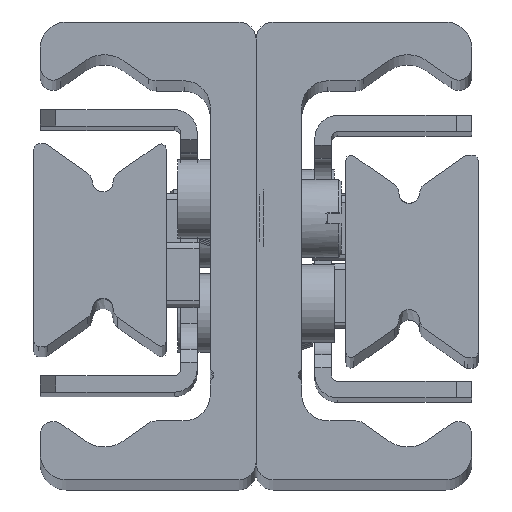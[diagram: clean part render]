
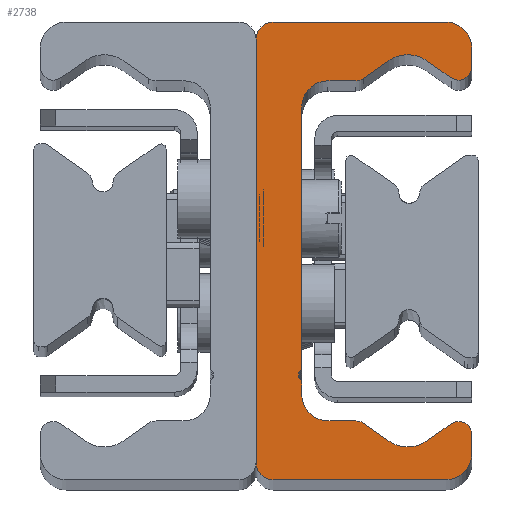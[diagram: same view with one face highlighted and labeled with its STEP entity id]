
A CAD part, top view. The second image highlights one B-rep face of the part: STEP entity #2738.
In plain terms, the highlighted planar face has unit normal (0, 0, 1).
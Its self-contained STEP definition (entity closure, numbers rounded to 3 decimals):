
#761=CARTESIAN_POINT('',(3.5,11.0,450.0));
#762=VERTEX_POINT('',#761);
#769=CARTESIAN_POINT('',(3.5,-9.067,450.0));
#770=VERTEX_POINT('',#769);
#771=CARTESIAN_POINT('',(3.5,11.0,450.0));
#772=DIRECTION('',(0.0,-1.0,0.0));
#773=VECTOR('',#772,20.067);
#774=LINE('',#771,#773);
#775=EDGE_CURVE('',#762,#770,#774,.T.);
#1097=CARTESIAN_POINT('',(3.5,-9.933,450.0));
#1098=VERTEX_POINT('',#1097);
#1099=CARTESIAN_POINT('',(3.75,-9.5,450.0));
#1100=DIRECTION('',(0.0,0.0,1.0));
#1101=DIRECTION('',(-0.5,0.866,0.0));
#1102=AXIS2_PLACEMENT_3D('',#1099,#1100,#1101);
#1103=CIRCLE('',#1102,0.5);
#1104=EDGE_CURVE('',#770,#1098,#1103,.T.);
#1906=CARTESIAN_POINT('',(0.0,16.2,450.0));
#1907=VERTEX_POINT('',#1906);
#1908=CARTESIAN_POINT('',(1.3,17.5,450.0));
#1909=VERTEX_POINT('',#1908);
#1910=CARTESIAN_POINT('',(1.3,16.2,450.0));
#1911=DIRECTION('',(0.0,0.0,-1.0));
#1912=DIRECTION('',(0.0,-1.0,0.0));
#1913=AXIS2_PLACEMENT_3D('',#1910,#1911,#1912);
#1914=CIRCLE('',#1913,1.3);
#1915=EDGE_CURVE('',#1907,#1909,#1914,.T.);
#1948=CARTESIAN_POINT('',(14.5,17.5,450.0));
#1949=VERTEX_POINT('',#1948);
#1950=CARTESIAN_POINT('',(1.3,17.5,450.0));
#1951=DIRECTION('',(1.0,0.0,0.0));
#1952=VECTOR('',#1951,13.2);
#1953=LINE('',#1950,#1952);
#1954=EDGE_CURVE('',#1909,#1949,#1953,.T.);
#1979=CARTESIAN_POINT('',(16.5,15.5,450.0));
#1980=VERTEX_POINT('',#1979);
#1981=CARTESIAN_POINT('',(14.5,15.5,450.0));
#1982=DIRECTION('',(0.0,0.0,-1.0));
#1983=DIRECTION('',(-1.0,0.0,0.0));
#1984=AXIS2_PLACEMENT_3D('',#1981,#1982,#1983);
#1985=CIRCLE('',#1984,2.);
#1986=EDGE_CURVE('',#1949,#1980,#1985,.T.);
#2012=CARTESIAN_POINT('',(16.5,14.042,450.0));
#2013=VERTEX_POINT('',#2012);
#2014=CARTESIAN_POINT('',(16.5,15.5,450.0));
#2015=DIRECTION('',(0.0,-1.0,0.0));
#2016=VECTOR('',#2015,1.458);
#2017=LINE('',#2014,#2016);
#2018=EDGE_CURVE('',#1980,#2013,#2017,.T.);
#2043=CARTESIAN_POINT('',(14.926,13.223,450.0));
#2044=VERTEX_POINT('',#2043);
#2045=CARTESIAN_POINT('',(15.5,14.042,450.0));
#2046=DIRECTION('',(0.0,0.0,-1.));
#2047=DIRECTION('',(0.574,0.819,0.0));
#2048=AXIS2_PLACEMENT_3D('',#2045,#2046,#2047);
#2049=CIRCLE('',#2048,1.);
#2050=EDGE_CURVE('',#2013,#2044,#2049,.T.);
#2076=CARTESIAN_POINT('',(13.034,14.548,450.0));
#2077=VERTEX_POINT('',#2076);
#2078=CARTESIAN_POINT('',(14.926,13.223,450.0));
#2079=DIRECTION('',(-0.819,0.574,0.0));
#2080=VECTOR('',#2079,2.31);
#2081=LINE('',#2078,#2080);
#2082=EDGE_CURVE('',#2044,#2077,#2081,.T.);
#2107=CARTESIAN_POINT('',(10.166,14.548,450.0));
#2108=VERTEX_POINT('',#2107);
#2109=CARTESIAN_POINT('',(11.6,12.5,450.0));
#2110=DIRECTION('',(0.0,0.0,1.0));
#2111=DIRECTION('',(0.574,0.819,0.0));
#2112=AXIS2_PLACEMENT_3D('',#2109,#2110,#2111);
#2113=CIRCLE('',#2112,2.5);
#2114=EDGE_CURVE('',#2077,#2108,#2113,.T.);
#2140=CARTESIAN_POINT('',(8.214,13.181,450.0));
#2141=VERTEX_POINT('',#2140);
#2142=CARTESIAN_POINT('',(10.166,14.548,450.0));
#2143=DIRECTION('',(-0.819,-0.574,0.0));
#2144=VECTOR('',#2143,2.383);
#2145=LINE('',#2142,#2144);
#2146=EDGE_CURVE('',#2108,#2141,#2145,.T.);
#2171=CARTESIAN_POINT('',(7.64,13.0,450.0));
#2172=VERTEX_POINT('',#2171);
#2173=CARTESIAN_POINT('',(7.64,14.,450.0));
#2174=DIRECTION('',(0.0,0.0,-1.0));
#2175=DIRECTION('',(0.0,1.0,0.0));
#2176=AXIS2_PLACEMENT_3D('',#2173,#2174,#2175);
#2177=CIRCLE('',#2176,1.);
#2178=EDGE_CURVE('',#2141,#2172,#2177,.T.);
#2204=CARTESIAN_POINT('',(5.5,13.0,450.0));
#2205=VERTEX_POINT('',#2204);
#2206=CARTESIAN_POINT('',(7.64,13.0,450.0));
#2207=DIRECTION('',(-1.0,0.0,0.0));
#2208=VECTOR('',#2207,2.14);
#2209=LINE('',#2206,#2208);
#2210=EDGE_CURVE('',#2172,#2205,#2209,.T.);
#2235=CARTESIAN_POINT('',(5.5,11.0,450.0));
#2236=DIRECTION('',(0.0,0.0,1.0));
#2237=DIRECTION('',(0.0,1.0,0.0));
#2238=AXIS2_PLACEMENT_3D('',#2235,#2236,#2237);
#2239=CIRCLE('',#2238,2.0);
#2240=EDGE_CURVE('',#2205,#762,#2239,.T.);
#2259=CARTESIAN_POINT('',(3.5,-11.0,450.0));
#2260=VERTEX_POINT('',#2259);
#2261=CARTESIAN_POINT('',(3.5,-9.933,450.0));
#2262=DIRECTION('',(0.0,-1.0,0.0));
#2263=VECTOR('',#2262,1.067);
#2264=LINE('',#2261,#2263);
#2265=EDGE_CURVE('',#1098,#2260,#2264,.T.);
#2290=CARTESIAN_POINT('',(5.5,-13.0,450.0));
#2291=VERTEX_POINT('',#2290);
#2292=CARTESIAN_POINT('',(5.5,-11.0,450.0));
#2293=DIRECTION('',(0.0,0.0,1.0));
#2294=DIRECTION('',(-1.0,0.0,0.0));
#2295=AXIS2_PLACEMENT_3D('',#2292,#2293,#2294);
#2296=CIRCLE('',#2295,2.0);
#2297=EDGE_CURVE('',#2260,#2291,#2296,.T.);
#2323=CARTESIAN_POINT('',(7.64,-13.0,450.0));
#2324=VERTEX_POINT('',#2323);
#2325=CARTESIAN_POINT('',(5.5,-13.0,450.0));
#2326=DIRECTION('',(1.0,0.0,0.0));
#2327=VECTOR('',#2326,2.14);
#2328=LINE('',#2325,#2327);
#2329=EDGE_CURVE('',#2291,#2324,#2328,.T.);
#2354=CARTESIAN_POINT('',(8.214,-13.181,450.0));
#2355=VERTEX_POINT('',#2354);
#2356=CARTESIAN_POINT('',(7.64,-14.0,450.0));
#2357=DIRECTION('',(0.0,0.0,-1.0));
#2358=DIRECTION('',(-0.574,-0.819,0.0));
#2359=AXIS2_PLACEMENT_3D('',#2356,#2357,#2358);
#2360=CIRCLE('',#2359,1.);
#2361=EDGE_CURVE('',#2324,#2355,#2360,.T.);
#2387=CARTESIAN_POINT('',(10.166,-14.548,450.0));
#2388=VERTEX_POINT('',#2387);
#2389=CARTESIAN_POINT('',(8.214,-13.181,450.0));
#2390=DIRECTION('',(0.819,-0.574,0.0));
#2391=VECTOR('',#2390,2.383);
#2392=LINE('',#2389,#2391);
#2393=EDGE_CURVE('',#2355,#2388,#2392,.T.);
#2418=CARTESIAN_POINT('',(13.034,-14.548,450.0));
#2419=VERTEX_POINT('',#2418);
#2420=CARTESIAN_POINT('',(11.6,-12.5,450.0));
#2421=DIRECTION('',(0.0,0.0,1.));
#2422=DIRECTION('',(-0.574,-0.819,0.0));
#2423=AXIS2_PLACEMENT_3D('',#2420,#2421,#2422);
#2424=CIRCLE('',#2423,2.5);
#2425=EDGE_CURVE('',#2388,#2419,#2424,.T.);
#2451=CARTESIAN_POINT('',(14.926,-13.223,450.0));
#2452=VERTEX_POINT('',#2451);
#2453=CARTESIAN_POINT('',(13.034,-14.548,450.0));
#2454=DIRECTION('',(0.819,0.574,0.0));
#2455=VECTOR('',#2454,2.31);
#2456=LINE('',#2453,#2455);
#2457=EDGE_CURVE('',#2419,#2452,#2456,.T.);
#2482=CARTESIAN_POINT('',(16.5,-14.042,450.0));
#2483=VERTEX_POINT('',#2482);
#2484=CARTESIAN_POINT('',(15.5,-14.042,450.0));
#2485=DIRECTION('',(0.0,0.0,-1.0));
#2486=DIRECTION('',(-1.0,0.0,0.0));
#2487=AXIS2_PLACEMENT_3D('',#2484,#2485,#2486);
#2488=CIRCLE('',#2487,1.);
#2489=EDGE_CURVE('',#2452,#2483,#2488,.T.);
#2515=CARTESIAN_POINT('',(16.5,-15.5,450.0));
#2516=VERTEX_POINT('',#2515);
#2517=CARTESIAN_POINT('',(16.5,-14.042,450.0));
#2518=DIRECTION('',(0.0,-1.0,0.0));
#2519=VECTOR('',#2518,1.458);
#2520=LINE('',#2517,#2519);
#2521=EDGE_CURVE('',#2483,#2516,#2520,.T.);
#2546=CARTESIAN_POINT('',(14.5,-17.5,450.0));
#2547=VERTEX_POINT('',#2546);
#2548=CARTESIAN_POINT('',(14.5,-15.5,450.0));
#2549=DIRECTION('',(0.0,0.0,-1.0));
#2550=DIRECTION('',(0.0,1.0,0.0));
#2551=AXIS2_PLACEMENT_3D('',#2548,#2549,#2550);
#2552=CIRCLE('',#2551,2.);
#2553=EDGE_CURVE('',#2516,#2547,#2552,.T.);
#2579=CARTESIAN_POINT('',(1.3,-17.5,450.0));
#2580=VERTEX_POINT('',#2579);
#2581=CARTESIAN_POINT('',(14.5,-17.5,450.0));
#2582=DIRECTION('',(-1.0,0.0,0.0));
#2583=VECTOR('',#2582,13.2);
#2584=LINE('',#2581,#2583);
#2585=EDGE_CURVE('',#2547,#2580,#2584,.T.);
#2610=CARTESIAN_POINT('',(0.0,-16.2,450.0));
#2611=VERTEX_POINT('',#2610);
#2612=CARTESIAN_POINT('',(1.3,-16.2,450.0));
#2613=DIRECTION('',(0.0,0.0,-1.0));
#2614=DIRECTION('',(1.0,0.0,0.0));
#2615=AXIS2_PLACEMENT_3D('',#2612,#2613,#2614);
#2616=CIRCLE('',#2615,1.3);
#2617=EDGE_CURVE('',#2580,#2611,#2616,.T.);
#2643=CARTESIAN_POINT('',(0.0,-16.2,450.0));
#2644=DIRECTION('',(0.0,1.0,0.0));
#2645=VECTOR('',#2644,32.4);
#2646=LINE('',#2643,#2645);
#2647=EDGE_CURVE('',#2611,#1907,#2646,.T.);
#2705=CARTESIAN_POINT('',(5.942,-0.014,450.0));
#2706=DIRECTION('',(0.0,0.0,1.0));
#2707=DIRECTION('',(1.0,0.0,0.0));
#2708=AXIS2_PLACEMENT_3D('',#2705,#2706,#2707);
#2709=PLANE('',#2708);
#2710=ORIENTED_EDGE('',*,*,#1915,.F.);
#2711=ORIENTED_EDGE('',*,*,#2647,.F.);
#2712=ORIENTED_EDGE('',*,*,#2617,.F.);
#2713=ORIENTED_EDGE('',*,*,#2585,.F.);
#2714=ORIENTED_EDGE('',*,*,#2553,.F.);
#2715=ORIENTED_EDGE('',*,*,#2521,.F.);
#2716=ORIENTED_EDGE('',*,*,#2489,.F.);
#2717=ORIENTED_EDGE('',*,*,#2457,.F.);
#2718=ORIENTED_EDGE('',*,*,#2425,.F.);
#2719=ORIENTED_EDGE('',*,*,#2393,.F.);
#2720=ORIENTED_EDGE('',*,*,#2361,.F.);
#2721=ORIENTED_EDGE('',*,*,#2329,.F.);
#2722=ORIENTED_EDGE('',*,*,#2297,.F.);
#2723=ORIENTED_EDGE('',*,*,#2265,.F.);
#2724=ORIENTED_EDGE('',*,*,#1104,.F.);
#2725=ORIENTED_EDGE('',*,*,#775,.F.);
#2726=ORIENTED_EDGE('',*,*,#2240,.F.);
#2727=ORIENTED_EDGE('',*,*,#2210,.F.);
#2728=ORIENTED_EDGE('',*,*,#2178,.F.);
#2729=ORIENTED_EDGE('',*,*,#2146,.F.);
#2730=ORIENTED_EDGE('',*,*,#2114,.F.);
#2731=ORIENTED_EDGE('',*,*,#2082,.F.);
#2732=ORIENTED_EDGE('',*,*,#2050,.F.);
#2733=ORIENTED_EDGE('',*,*,#2018,.F.);
#2734=ORIENTED_EDGE('',*,*,#1986,.F.);
#2735=ORIENTED_EDGE('',*,*,#1954,.F.);
#2736=EDGE_LOOP('',(#2710,#2711,#2712,#2713,#2714,#2715,#2716,#2717,#2718,#2719,#2720,#2721,#2722,#2723,#2724,#2725,#2726,#2727,#2728,#2729,#2730,#2731,#2732,#2733,#2734,#2735));
#2737=FACE_OUTER_BOUND('',#2736,.T.);
#2738=ADVANCED_FACE('',(#2737),#2709,.T.);
